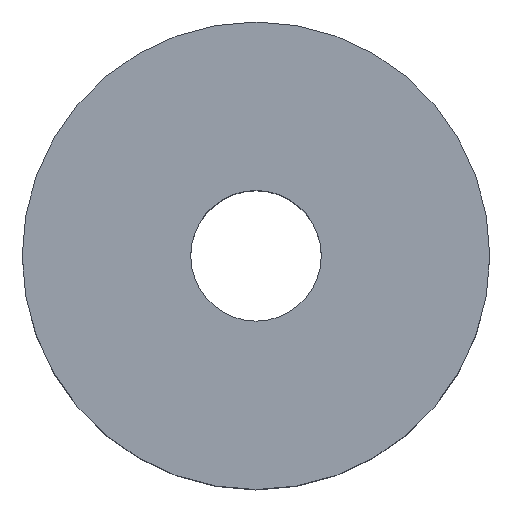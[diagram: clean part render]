
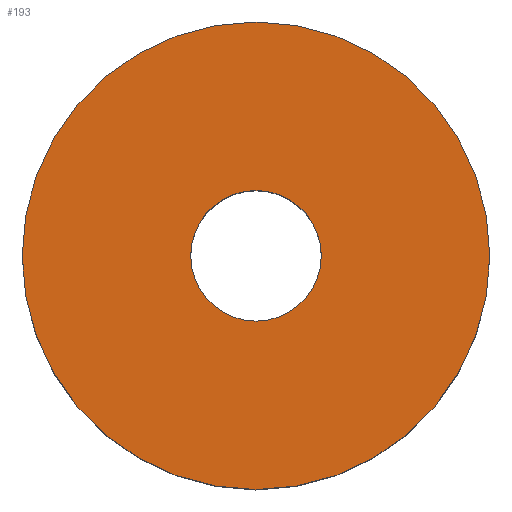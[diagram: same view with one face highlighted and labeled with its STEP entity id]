
A CAD part, top view. The second image highlights one B-rep face of the part: STEP entity #193.
In plain terms, the highlighted planar face has unit normal (0, 0, 1).
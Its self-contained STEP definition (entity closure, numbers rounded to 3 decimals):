
#12 = AXIS2_PLACEMENT_3D ( 'NONE', #168, #363, #543 ) ;
#25 = DIRECTION ( 'NONE',  ( 0., 0., -1. ) ) ;
#39 = CIRCLE ( 'NONE', #187, 2.5 ) ;
#40 = ORIENTED_EDGE ( 'NONE', *, *, #234, .F. ) ;
#48 = AXIS2_PLACEMENT_3D ( 'NONE', #182, #49, #513 ) ;
#49 = DIRECTION ( 'NONE',  ( 0., 0., -1. ) ) ;
#59 = CIRCLE ( 'NONE', #140, 2.5 ) ;
#77 = FACE_BOUND ( 'NONE', #311, .T. ) ;
#92 = VERTEX_POINT ( 'NONE', #150 ) ;
#135 = PLANE ( 'NONE',  #474 ) ;
#137 = DIRECTION ( 'NONE',  ( 0., 0., 1. ) ) ;
#140 = AXIS2_PLACEMENT_3D ( 'NONE', #177, #228, #272 ) ;
#150 = CARTESIAN_POINT ( 'NONE',  ( -8.95, 0., 9.2 ) ) ;
#163 = CARTESIAN_POINT ( 'NONE',  ( 2.5, 0., 9.2 ) ) ;
#168 = CARTESIAN_POINT ( 'NONE',  ( 0., 0., 9.2 ) ) ;
#177 = CARTESIAN_POINT ( 'NONE',  ( 0., 0., 9.2 ) ) ;
#182 = CARTESIAN_POINT ( 'NONE',  ( 0., 0., 9.2 ) ) ;
#186 = VERTEX_POINT ( 'NONE', #361 ) ;
#187 = AXIS2_PLACEMENT_3D ( 'NONE', #410, #25, #506 ) ;
#193 = ADVANCED_FACE ( 'NONE', ( #77, #471 ), #135, .T. ) ;
#212 = CIRCLE ( 'NONE', #48, 8.95 ) ;
#227 = DIRECTION ( 'NONE',  ( 1., 0., 0. ) ) ;
#228 = DIRECTION ( 'NONE',  ( 0., 0., -1. ) ) ;
#229 = ORIENTED_EDGE ( 'NONE', *, *, #386, .T. ) ;
#234 = EDGE_CURVE ( 'NONE', #383, #92, #212, .T. ) ;
#236 = EDGE_CURVE ( 'NONE', #186, #427, #59, .T. ) ;
#272 = DIRECTION ( 'NONE',  ( 1., 0., 0. ) ) ;
#311 = EDGE_LOOP ( 'NONE', ( #229, #389 ) ) ;
#361 = CARTESIAN_POINT ( 'NONE',  ( -2.5, 0., 9.2 ) ) ;
#363 = DIRECTION ( 'NONE',  ( 0., 0., -1. ) ) ;
#379 = EDGE_LOOP ( 'NONE', ( #481, #40 ) ) ;
#383 = VERTEX_POINT ( 'NONE', #548 ) ;
#386 = EDGE_CURVE ( 'NONE', #427, #186, #39, .T. ) ;
#387 = CIRCLE ( 'NONE', #12, 8.95 ) ;
#389 = ORIENTED_EDGE ( 'NONE', *, *, #236, .T. ) ;
#410 = CARTESIAN_POINT ( 'NONE',  ( 0., 0., 9.2 ) ) ;
#421 = EDGE_CURVE ( 'NONE', #92, #383, #387, .T. ) ;
#424 = CARTESIAN_POINT ( 'NONE',  ( 0., 0., 9.2 ) ) ;
#427 = VERTEX_POINT ( 'NONE', #163 ) ;
#471 = FACE_OUTER_BOUND ( 'NONE', #379, .T. ) ;
#474 = AXIS2_PLACEMENT_3D ( 'NONE', #424, #137, #227 ) ;
#481 = ORIENTED_EDGE ( 'NONE', *, *, #421, .F. ) ;
#506 = DIRECTION ( 'NONE',  ( 1., 0., 0. ) ) ;
#513 = DIRECTION ( 'NONE',  ( -1., 0., 0. ) ) ;
#543 = DIRECTION ( 'NONE',  ( -1., 0., 0. ) ) ;
#548 = CARTESIAN_POINT ( 'NONE',  ( 8.95, 0., 9.2 ) ) ;
